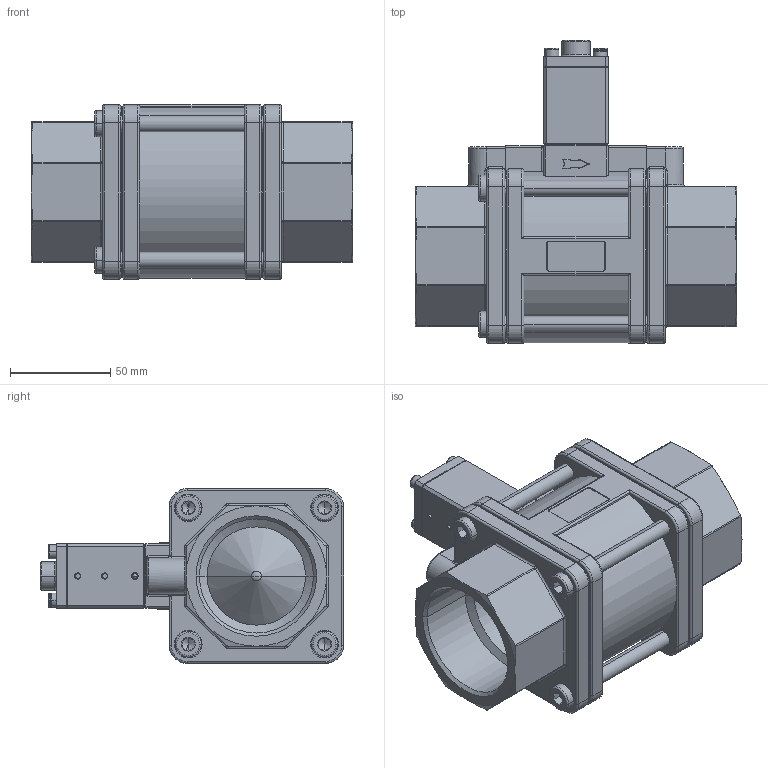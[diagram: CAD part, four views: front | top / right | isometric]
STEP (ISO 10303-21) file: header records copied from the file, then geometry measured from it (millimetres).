
FILE_DESCRIPTION((''),'2;1');
FILE_NAME('614376B_PGV-151-A96-2BP_ASM','2013-06-07T',('avs330'),(''),'PRO/ENGINEER BY PARAMETRIC TECHNOLOGY CORPORATION, 2010430','PRO/ENGINEER BY PARAMETRIC TECHNOLOGY CORPORATION, 2010430','');
FILE_SCHEMA(('CONFIG_CONTROL_DESIGN'));
Length unit declared in the file: millimetre
Products named in the file (16): 505486_XGV-1510-0LH-D5000-11; 610946B_XGV-1000-000-D50BP-04; 502024A_267B-390X180-336X150; 610913B_XGV-1000-090-200-03; 505491_ZYL-SCHRAUBE_M8X85; 507027B_VK_PDV-411; 507030B_V-DECKEL_PDV-411; 504502_DIN6912-M4X10-A2; 507031_ZYL-SCHRAUBE_M4X50; 505003N_267B-1400X150-1380; 504501N_267B-2500X150-2470; T29701_PDV-411-D12-FL5B-99; 629701B_PDV-411-D12-FL5B_ASM; T14376_PGV-151-A96-2BP-99; 505451_XGV-1000-060-200-03; 614376B_PGV-151-A96-2BP_ASM
Assembly tree (20 placements, depth 3):
  614376B_PGV-151-A96-2BP_ASM
    505486_XGV-1510-0LH-D5000-11
    610946B_XGV-1000-000-D50BP-04
    502024A_267B-390X180-336X150
    610913B_XGV-1000-090-200-03
    505491_ZYL-SCHRAUBE_M8X85  x4
    629701B_PDV-411-D12-FL5B_ASM
      507027B_VK_PDV-411
      507030B_V-DECKEL_PDV-411
      504502_DIN6912-M4X10-A2  x2
      507031_ZYL-SCHRAUBE_M4X50  x2
      505003N_267B-1400X150-1380
      504501N_267B-2500X150-2470
      T29701_PDV-411-D12-FL5B-99
    T14376_PGV-151-A96-2BP-99
    505451_XGV-1000-060-200-03
Bounding box: 160 x 151.15 x 87 mm (x, y, z)
Volume: 548698.3 mm3; surface area: 215988.2 mm2
Topology: 20 solids, 20 shells, 1370 faces, 3644 edges, 2169 vertices
Faces by surface type: plane 524, cylinder 376, cone 309, torus 121, sphere 34, bspline 6
Entity records: 40823 total; most frequent: CARTESIAN_POINT 9698, DIRECTION 6725, ORIENTED_EDGE 6528, EDGE_CURVE 3264, AXIS2_PLACEMENT_3D 2781, VERTEX_POINT 1958, CIRCLE 1511, EDGE_LOOP 1336
